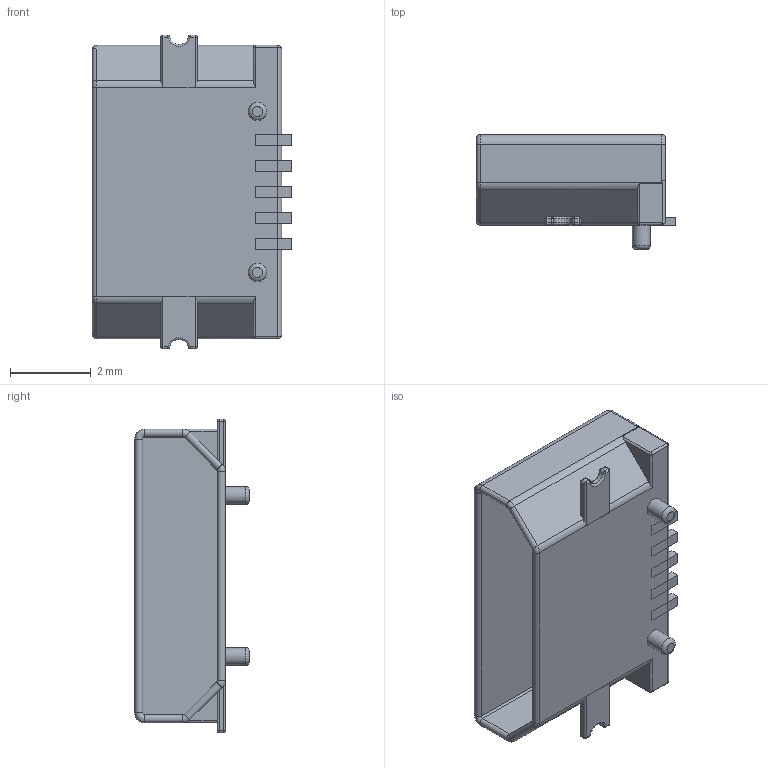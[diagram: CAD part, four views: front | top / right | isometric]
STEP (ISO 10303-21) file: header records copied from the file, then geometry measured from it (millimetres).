
FILE_DESCRIPTION(/* description */ (''),/* implementation_level */ '2;1');
FILE_NAME(/* name */ 'MicroUSB_Connector.step',/* time_stamp */ '2019-01-01T13:59:14+11:00',/* author */ ('jonno.tathra'),/* organization */ (''),/* preprocessor_version */ 'ST-DEVELOPER v17.2',/* originating_system */ 'Autodesk Translation Framework v7.6.0.251',/* authorisation */ '');
FILE_SCHEMA (('AUTOMOTIVE_DESIGN { 1 0 10303 214 3 1 1 }'));
Length unit declared in the file: millimetre
Products named in the file (1): MicroUSB Connector v3
Bounding box: 4.95 x 2.85 x 7.8 mm (x, y, z)
Volume: 19.9 mm3; surface area: 201.2 mm2
Topology: 8 solids, 8 shells, 162 faces, 343 edges, 201 vertices
Faces by surface type: plane 66, cylinder 60, sphere 18, torus 16, bspline 2
Full cylindrical faces by diameter (mm): 0.05 x2, 0.45 x2
Entity records: 4407 total; most frequent: CARTESIAN_POINT 820, DIRECTION 799, ORIENTED_EDGE 686, EDGE_CURVE 343, AXIS2_PLACEMENT_3D 303, VERTEX_POINT 201, LINE 193, VECTOR 193
